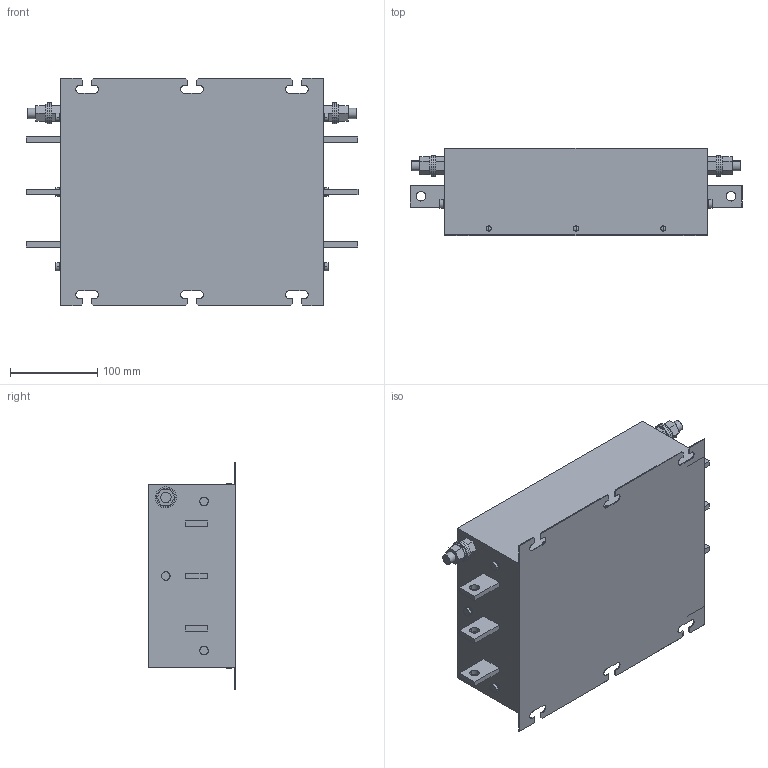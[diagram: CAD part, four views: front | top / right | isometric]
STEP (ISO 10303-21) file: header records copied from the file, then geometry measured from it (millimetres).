
FILE_DESCRIPTION (( 'STEP AP214' ), '1' );
FILE_NAME ('865621.STEP', '2024-04-04T05:04:32', ( '' ), ( '' ), 'SwSTEP 2.0', 'SolidWorks 2022', '' );
FILE_SCHEMA (( 'AUTOMOTIVE_DESIGN' ));
Length unit declared in the file: millimetre
Products named in the file (1): 865621
Bounding box: 380 x 100.05 x 260 mm (x, y, z)
Volume: 6368648.5 mm3; surface area: 276206.4 mm2
Topology: 1 solids, 1 shells, 249 faces, 620 edges, 414 vertices
Faces by surface type: plane 145, cylinder 92, sphere 12
Entity records: 7512 total; most frequent: DIRECTION 1324, CARTESIAN_POINT 1284, ORIENTED_EDGE 1240, EDGE_CURVE 620, AXIS2_PLACEMENT_3D 454, LINE 416, VECTOR 416, VERTEX_POINT 414
